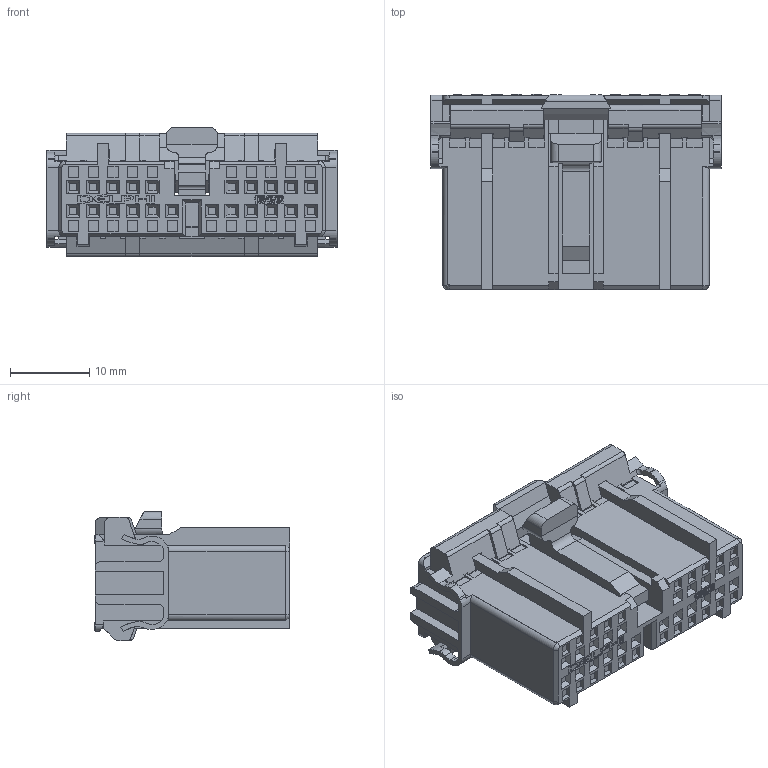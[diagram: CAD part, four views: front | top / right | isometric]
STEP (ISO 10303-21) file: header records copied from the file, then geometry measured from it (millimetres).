
FILE_DESCRIPTION(/* description */ (''),/* implementation_level */ '2;1');
FILE_NAME(/* name */ '13843732_ENV.stp',/* time_stamp */ '2024-06-07T10:43:21+08:00',/* author */ (''),/* organization */ (''),/* preprocessor_version */ 'ST-DEVELOPER v16',/* originating_system */ 'SIEMENS PLM Software NX 11.0',/* authorisation */ '');
FILE_SCHEMA (('AP203_CONFIGURATION_CONTROLLED_3D_DESIGN_OF_MECHANICAL_PARTS_AND_ASSEMBLIES_MIM_LF { 1 0 10303 403 2 1 2}'));
Length unit declared in the file: millimetre
Products named in the file (1): 13843732_ENV
Bounding box: 36.7 x 24.7 x 16.33 mm (x, y, z)
Volume: 8319.5 mm3; surface area: 5099.2 mm2
Topology: 1 solids, 1 shells, 1396 faces, 3873 edges, 2566 vertices
Faces by surface type: plane 1124, extrusion 170, cylinder 98, cone 4
Entity records: 48577 total; most frequent: CARTESIAN_POINT 13358, ORIENTED_EDGE 7746, DIRECTION 6225, EDGE_CURVE 3873, VECTOR 3371, LINE 3201, VERTEX_POINT 2566, EDGE_LOOP 1539
